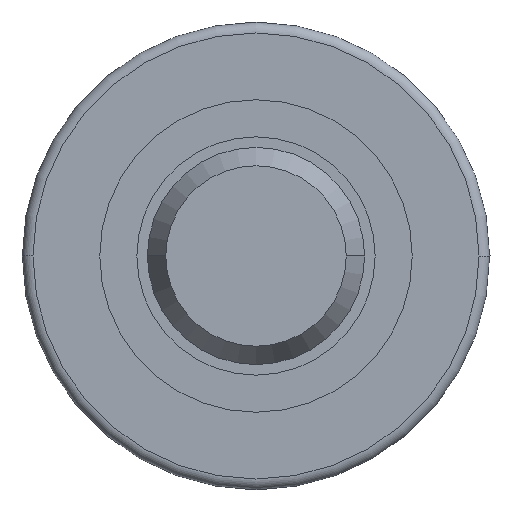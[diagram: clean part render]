
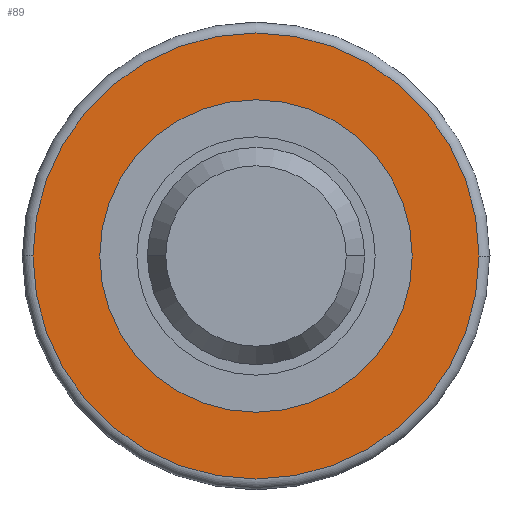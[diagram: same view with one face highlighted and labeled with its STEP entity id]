
A CAD part, left-side view. The second image highlights one B-rep face of the part: STEP entity #89.
In plain terms, the highlighted planar face has unit normal (-1, 0, 0).
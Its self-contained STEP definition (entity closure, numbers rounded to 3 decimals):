
#89=ADVANCED_FACE('',(#157,#158),#159,.F.);
#157=FACE_OUTER_BOUND('',#265,.T.);
#158=FACE_BOUND('',#266,.T.);
#159=PLANE('',#267);
#265=EDGE_LOOP('',(#528,#529));
#266=EDGE_LOOP('',(#530,#531));
#267=AXIS2_PLACEMENT_3D('',#532,#533,#534);
#528=ORIENTED_EDGE('',*,*,#821,.F.);
#529=ORIENTED_EDGE('',*,*,#822,.T.);
#530=ORIENTED_EDGE('',*,*,#820,.F.);
#531=ORIENTED_EDGE('',*,*,#818,.T.);
#532=CARTESIAN_POINT('',(11.0,0.0,0.0));
#533=DIRECTION('',(1.0,0.0,0.0));
#534=DIRECTION('',(0.0,1.0,0.0));
#818=EDGE_CURVE('',#949,#947,#950,.T.);
#820=EDGE_CURVE('',#949,#947,#952,.T.);
#821=EDGE_CURVE('',#953,#954,#955,.T.);
#822=EDGE_CURVE('',#953,#954,#956,.T.);
#947=VERTEX_POINT('',#1151);
#949=VERTEX_POINT('',#1154);
#950=CIRCLE('',#1155,29.0);
#952=CIRCLE('',#1158,29.0);
#953=VERTEX_POINT('',#1159);
#954=VERTEX_POINT('',#1160);
#955=CIRCLE('',#1161,42.117);
#956=CIRCLE('',#1162,42.117);
#1151=CARTESIAN_POINT('',(11.0,-29.0,0.0));
#1154=CARTESIAN_POINT('',(11.0,29.0,0.0));
#1155=AXIS2_PLACEMENT_3D('',#1404,#1405,#1406);
#1158=AXIS2_PLACEMENT_3D('',#1408,#1409,#1410);
#1159=CARTESIAN_POINT('',(11.0,42.117,0.0));
#1160=CARTESIAN_POINT('',(11.0,-42.117,0.));
#1161=AXIS2_PLACEMENT_3D('',#1411,#1412,#1413);
#1162=AXIS2_PLACEMENT_3D('',#1414,#1415,#1416);
#1404=CARTESIAN_POINT('',(11.0,0.0,0.0));
#1405=DIRECTION('',(1.0,0.0,0.0));
#1406=DIRECTION('',(0.0,1.0,0.0));
#1408=CARTESIAN_POINT('',(11.0,0.0,0.0));
#1409=DIRECTION('',(-1.0,0.0,0.0));
#1410=DIRECTION('',(0.0,1.0,0.0));
#1411=CARTESIAN_POINT('',(11.0,0.0,0.0));
#1412=DIRECTION('',(1.0,0.0,0.0));
#1413=DIRECTION('',(0.0,1.0,0.0));
#1414=CARTESIAN_POINT('',(11.0,0.0,0.0));
#1415=DIRECTION('',(-1.0,0.0,0.0));
#1416=DIRECTION('',(0.0,1.0,0.0));
